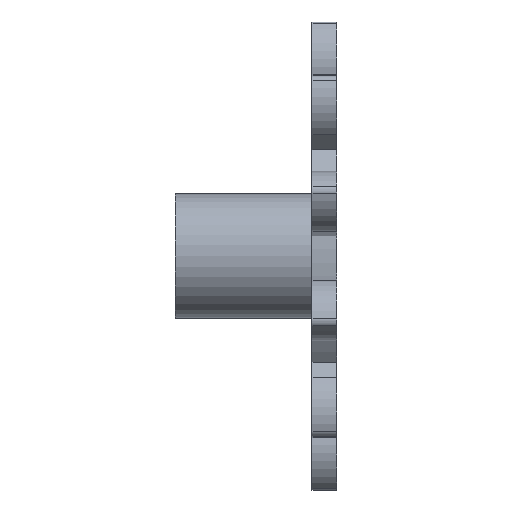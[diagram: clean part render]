
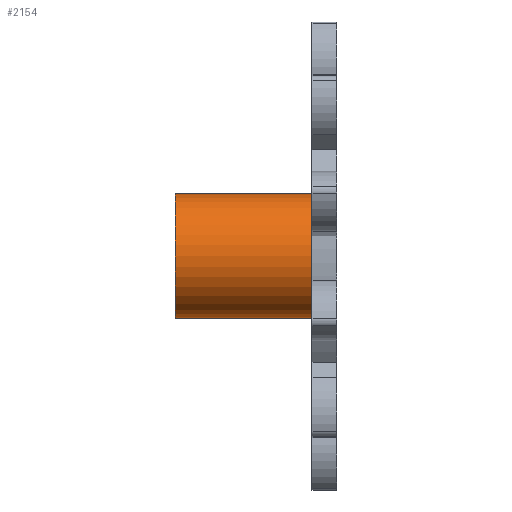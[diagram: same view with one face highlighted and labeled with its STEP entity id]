
A CAD part, front view. The second image highlights one B-rep face of the part: STEP entity #2154.
In plain terms, the highlighted cylindrical face has radius 2.5 mm (diameter 5 mm), a partial arc.
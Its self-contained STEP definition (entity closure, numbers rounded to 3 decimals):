
#34 = VERTEX_POINT ( 'NONE', #2658 ) ;
#63 = CARTESIAN_POINT ( 'NONE',  ( -6.5, 0., 2.5 ) ) ;
#108 = ORIENTED_EDGE ( 'NONE', *, *, #1541, .F. ) ;
#116 = DIRECTION ( 'NONE',  ( 1., 0., 0. ) ) ;
#199 = CARTESIAN_POINT ( 'NONE',  ( -6.5, 0., -2.5 ) ) ;
#206 = AXIS2_PLACEMENT_3D ( 'NONE', #2179, #1110, #1999 ) ;
#301 = CARTESIAN_POINT ( 'NONE',  ( -1., 0., 2.5 ) ) ;
#321 = CYLINDRICAL_SURFACE ( 'NONE', #1101, 2.5 ) ;
#356 = EDGE_LOOP ( 'NONE', ( #108, #452, #2470, #782 ) ) ;
#452 = ORIENTED_EDGE ( 'NONE', *, *, #2592, .F. ) ;
#552 = CARTESIAN_POINT ( 'NONE',  ( -1., 0., -2.5 ) ) ;
#626 = VECTOR ( 'NONE', #116, 1000. ) ;
#659 = LINE ( 'NONE', #63, #829 ) ;
#740 = CARTESIAN_POINT ( 'NONE',  ( -6.5, 0., -2.5 ) ) ;
#782 = ORIENTED_EDGE ( 'NONE', *, *, #1144, .T. ) ;
#829 = VECTOR ( 'NONE', #1726, 1000. ) ;
#946 = DIRECTION ( 'NONE',  ( 0., 0., -1. ) ) ;
#1101 = AXIS2_PLACEMENT_3D ( 'NONE', #1150, #1983, #946 ) ;
#1110 = DIRECTION ( 'NONE',  ( -1., 0., 0. ) ) ;
#1144 = EDGE_CURVE ( 'NONE', #1244, #2343, #1314, .T. ) ;
#1150 = CARTESIAN_POINT ( 'NONE',  ( -6.5, 0., 0. ) ) ;
#1244 = VERTEX_POINT ( 'NONE', #552 ) ;
#1297 = DIRECTION ( 'NONE',  ( 0., 0., -1. ) ) ;
#1314 = CIRCLE ( 'NONE', #2524, 2.5 ) ;
#1391 = CIRCLE ( 'NONE', #206, 2.5 ) ;
#1541 = EDGE_CURVE ( 'NONE', #34, #2343, #659, .T. ) ;
#1726 = DIRECTION ( 'NONE',  ( 1., 0., 0. ) ) ;
#1789 = VERTEX_POINT ( 'NONE', #199 ) ;
#1983 = DIRECTION ( 'NONE',  ( 1., 0., 0. ) ) ;
#1999 = DIRECTION ( 'NONE',  ( 0., 0., 1. ) ) ;
#2108 = EDGE_CURVE ( 'NONE', #1789, #1244, #2638, .T. ) ;
#2154 = ADVANCED_FACE ( 'NONE', ( #2192 ), #321, .T. ) ;
#2179 = CARTESIAN_POINT ( 'NONE',  ( -6.5, 0., 0. ) ) ;
#2192 = FACE_OUTER_BOUND ( 'NONE', #356, .T. ) ;
#2343 = VERTEX_POINT ( 'NONE', #301 ) ;
#2349 = CARTESIAN_POINT ( 'NONE',  ( -1., 0., 0. ) ) ;
#2470 = ORIENTED_EDGE ( 'NONE', *, *, #2108, .T. ) ;
#2524 = AXIS2_PLACEMENT_3D ( 'NONE', #2349, #2561, #1297 ) ;
#2561 = DIRECTION ( 'NONE',  ( -1., 0., 0. ) ) ;
#2592 = EDGE_CURVE ( 'NONE', #1789, #34, #1391, .T. ) ;
#2638 = LINE ( 'NONE', #740, #626 ) ;
#2658 = CARTESIAN_POINT ( 'NONE',  ( -6.5, 0., 2.5 ) ) ;
